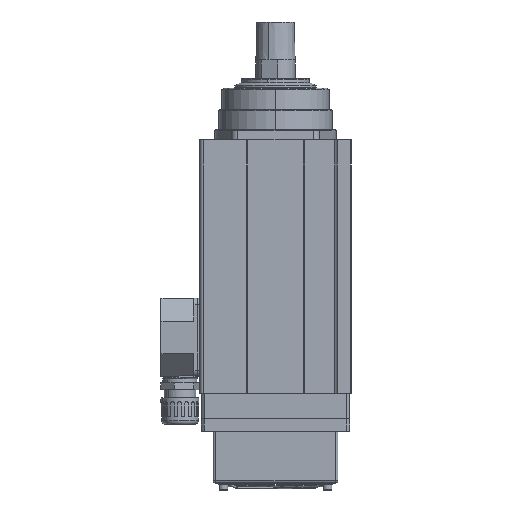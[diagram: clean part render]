
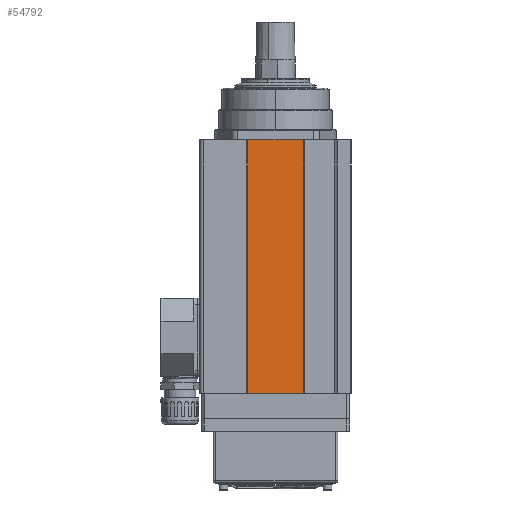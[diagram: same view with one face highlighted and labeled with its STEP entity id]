
A CAD part, left-side view. The second image highlights one B-rep face of the part: STEP entity #54792.
In plain terms, the highlighted planar face has unit normal (-1, 0, 0).
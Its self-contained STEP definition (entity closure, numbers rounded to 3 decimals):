
#1390 = EDGE_CURVE ( 'NONE', #3202, #8497, #25904, .T. ) ;
#3202 = VERTEX_POINT ( 'NONE', #31541 ) ;
#6892 = ORIENTED_EDGE ( 'NONE', *, *, #35753, .T. ) ;
#7407 = CARTESIAN_POINT ( 'NONE',  ( -50.5, 22., 100.5 ) ) ;
#8497 = VERTEX_POINT ( 'NONE', #21963 ) ;
#9879 = VERTEX_POINT ( 'NONE', #53783 ) ;
#15703 = FACE_OUTER_BOUND ( 'NONE', #29681, .T. ) ;
#16790 = DIRECTION ( 'NONE',  ( 0., 0., -1. ) ) ;
#17301 = VECTOR ( 'NONE', #52628, 1000. ) ;
#20137 = EDGE_CURVE ( 'NONE', #8497, #9879, #57274, .T. ) ;
#21963 = CARTESIAN_POINT ( 'NONE',  ( -50.5, -22., 100.5 ) ) ;
#22442 = CARTESIAN_POINT ( 'NONE',  ( -50.5, 22., -100.5 ) ) ;
#25904 = LINE ( 'NONE', #7407, #17301 ) ;
#26475 = CARTESIAN_POINT ( 'NONE',  ( -50.5, 22., 100.5 ) ) ;
#27747 = CARTESIAN_POINT ( 'NONE',  ( -50.5, 22., 100.5 ) ) ;
#27840 = CARTESIAN_POINT ( 'NONE',  ( -50.5, 22., -100.5 ) ) ;
#29681 = EDGE_LOOP ( 'NONE', ( #39238, #64836, #33815, #6892 ) ) ;
#31541 = CARTESIAN_POINT ( 'NONE',  ( -50.5, 22., 100.5 ) ) ;
#32146 = PLANE ( 'NONE',  #53811 ) ;
#32491 = DIRECTION ( 'NONE',  ( 0., -1., 0. ) ) ;
#32580 = DIRECTION ( 'NONE',  ( 0., 0., -1. ) ) ;
#33815 = ORIENTED_EDGE ( 'NONE', *, *, #1390, .F. ) ;
#35034 = LINE ( 'NONE', #26475, #50682 ) ;
#35728 = LINE ( 'NONE', #22442, #59938 ) ;
#35753 = EDGE_CURVE ( 'NONE', #3202, #47424, #35034, .T. ) ;
#39238 = ORIENTED_EDGE ( 'NONE', *, *, #59810, .T. ) ;
#42705 = CARTESIAN_POINT ( 'NONE',  ( -50.5, -22., 100.5 ) ) ;
#47105 = VECTOR ( 'NONE', #16790, 1000. ) ;
#47424 = VERTEX_POINT ( 'NONE', #27840 ) ;
#50682 = VECTOR ( 'NONE', #51420, 1000. ) ;
#51420 = DIRECTION ( 'NONE',  ( 0., 0., -1. ) ) ;
#52249 = DIRECTION ( 'NONE',  ( 1., 0., 0. ) ) ;
#52628 = DIRECTION ( 'NONE',  ( 0., -1., 0. ) ) ;
#53783 = CARTESIAN_POINT ( 'NONE',  ( -50.5, -22., -100.5 ) ) ;
#53811 = AXIS2_PLACEMENT_3D ( 'NONE', #27747, #52249, #32580 ) ;
#54792 = ADVANCED_FACE ( 'NONE', ( #15703 ), #32146, .F. ) ;
#57274 = LINE ( 'NONE', #42705, #47105 ) ;
#59810 = EDGE_CURVE ( 'NONE', #47424, #9879, #35728, .T. ) ;
#59938 = VECTOR ( 'NONE', #32491, 1000. ) ;
#64836 = ORIENTED_EDGE ( 'NONE', *, *, #20137, .F. ) ;
